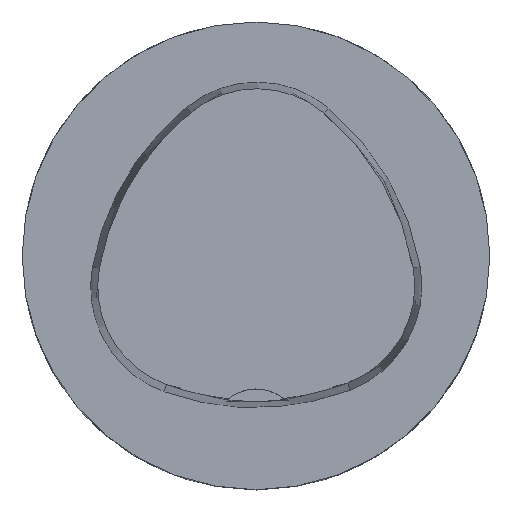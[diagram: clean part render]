
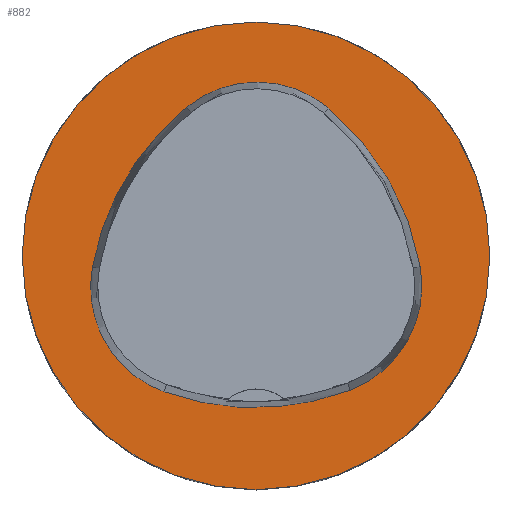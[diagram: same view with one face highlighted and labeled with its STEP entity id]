
A CAD part, top view. The second image highlights one B-rep face of the part: STEP entity #882.
In plain terms, the highlighted planar face has unit normal (0, 0, 1).
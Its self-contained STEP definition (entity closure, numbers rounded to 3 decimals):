
#391=CIRCLE('',#4703,31.5);
#392=CIRCLE('',#4709,36.);
#394=CIRCLE('',#4712,15.);
#396=CIRCLE('',#4715,36.);
#398=CIRCLE('',#4718,15.);
#402=CIRCLE('',#4723,36.);
#404=CIRCLE('',#4726,15.);
#882=ADVANCED_FACE('',(#1187,#1188),#1060,.T.);
#1060=PLANE('',#4731);
#1187=FACE_BOUND('',#1419,.T.);
#1188=FACE_BOUND('',#1420,.T.);
#1419=EDGE_LOOP('',(#2347,#2348,#2349,#2350,#2351,#2352));
#1420=EDGE_LOOP('',(#2353));
#2347=ORIENTED_EDGE('',*,*,#3457,.T.);
#2348=ORIENTED_EDGE('',*,*,#3437,.T.);
#2349=ORIENTED_EDGE('',*,*,#3441,.T.);
#2350=ORIENTED_EDGE('',*,*,#3444,.T.);
#2351=ORIENTED_EDGE('',*,*,#3447,.T.);
#2352=ORIENTED_EDGE('',*,*,#3455,.T.);
#2353=ORIENTED_EDGE('',*,*,#3428,.F.);
#2919=VERTEX_POINT('',#7204);
#2928=VERTEX_POINT('',#7223);
#2929=VERTEX_POINT('',#7224);
#2932=VERTEX_POINT('',#7232);
#2934=VERTEX_POINT('',#7238);
#2936=VERTEX_POINT('',#7244);
#2943=VERTEX_POINT('',#7265);
#3428=EDGE_CURVE('',#2919,#2919,#391,.T.);
#3437=EDGE_CURVE('',#2928,#2929,#392,.T.);
#3441=EDGE_CURVE('',#2929,#2932,#394,.T.);
#3444=EDGE_CURVE('',#2932,#2934,#396,.T.);
#3447=EDGE_CURVE('',#2934,#2936,#398,.T.);
#3455=EDGE_CURVE('',#2936,#2943,#402,.T.);
#3457=EDGE_CURVE('',#2943,#2928,#404,.T.);
#4703=AXIS2_PLACEMENT_3D('',#7203,#5604,#5605);
#4709=AXIS2_PLACEMENT_3D('',#7222,#5620,#5621);
#4712=AXIS2_PLACEMENT_3D('',#7231,#5628,#5629);
#4715=AXIS2_PLACEMENT_3D('',#7237,#5635,#5636);
#4718=AXIS2_PLACEMENT_3D('',#7243,#5642,#5643);
#4723=AXIS2_PLACEMENT_3D('',#7266,#5654,#5655);
#4726=AXIS2_PLACEMENT_3D('',#7269,#5660,#5661);
#4731=AXIS2_PLACEMENT_3D('',#7274,#5670,#5671);
#5604=DIRECTION('',(0.,0.,-1.));
#5605=DIRECTION('',(-1.,0.,0.));
#5620=DIRECTION('',(0.,0.,-1.));
#5621=DIRECTION('',(-1.,0.,0.));
#5628=DIRECTION('',(0.,0.,-1.));
#5629=DIRECTION('',(-1.,0.,0.));
#5635=DIRECTION('',(0.,0.,-1.));
#5636=DIRECTION('',(-1.,0.,0.));
#5642=DIRECTION('',(0.,0.,-1.));
#5643=DIRECTION('',(-1.,0.,0.));
#5654=DIRECTION('',(0.,0.,-1.));
#5655=DIRECTION('',(-1.,0.,0.));
#5660=DIRECTION('',(0.,0.,-1.));
#5661=DIRECTION('',(-1.,0.,0.));
#5670=DIRECTION('',(0.,0.,1.));
#5671=DIRECTION('',(-1.,0.,0.));
#7203=CARTESIAN_POINT('',(0.,0.,0.));
#7204=CARTESIAN_POINT('',(-31.5,0.,0.));
#7222=CARTESIAN_POINT('',(13.398,-7.893,0.));
#7223=CARTESIAN_POINT('',(-22.041,-1.562,0.));
#7224=CARTESIAN_POINT('',(-9.317,20.036,0.));
#7231=CARTESIAN_POINT('',(0.148,8.399,0.));
#7232=CARTESIAN_POINT('',(9.779,19.898,0.));
#7237=CARTESIAN_POINT('',(-13.337,-7.7,0.));
#7238=CARTESIAN_POINT('',(22.122,-1.48,0.));
#7243=CARTESIAN_POINT('',(7.347,-4.071,0.));
#7244=CARTESIAN_POINT('',(12.693,-18.087,0.));
#7265=CARTESIAN_POINT('',(-12.373,-18.307,0.));
#7266=CARTESIAN_POINT('',(-0.137,15.55,0.));
#7269=CARTESIAN_POINT('',(-7.275,-4.2,0.));
#7274=CARTESIAN_POINT('',(0.,0.,0.));
